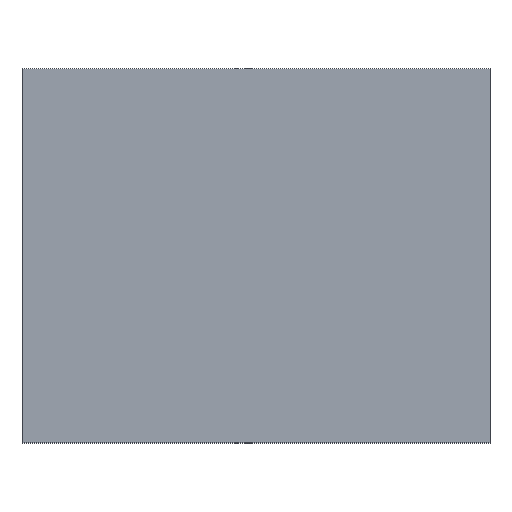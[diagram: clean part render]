
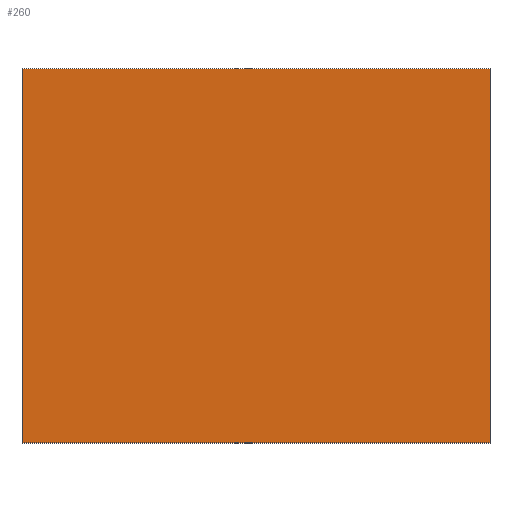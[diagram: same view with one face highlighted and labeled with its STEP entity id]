
A CAD part, top view. The second image highlights one B-rep face of the part: STEP entity #260.
In plain terms, the highlighted planar face has unit normal (-0.05, 0, 0.999).
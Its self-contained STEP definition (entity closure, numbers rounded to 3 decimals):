
#33=FACE_OUTER_BOUND('',#50,.T.);
#50=EDGE_LOOP('',(#227,#228,#229,#230));
#71=LINE('',#404,#102);
#75=LINE('',#412,#106);
#81=LINE('',#423,#112);
#82=LINE('',#425,#113);
#102=VECTOR('',#335,10.);
#106=VECTOR('',#341,10.);
#112=VECTOR('',#351,10.);
#113=VECTOR('',#354,10.);
#128=VERTEX_POINT('',#402);
#129=VERTEX_POINT('',#403);
#132=VERTEX_POINT('',#411);
#135=VERTEX_POINT('',#421);
#157=EDGE_CURVE('',#128,#129,#71,.T.);
#161=EDGE_CURVE('',#129,#132,#75,.T.);
#167=EDGE_CURVE('',#128,#135,#81,.T.);
#168=EDGE_CURVE('',#132,#135,#82,.T.);
#227=ORIENTED_EDGE('',*,*,#167,.T.);
#228=ORIENTED_EDGE('',*,*,#168,.F.);
#229=ORIENTED_EDGE('',*,*,#161,.F.);
#230=ORIENTED_EDGE('',*,*,#157,.F.);
#246=PLANE('',#290);
#260=ADVANCED_FACE('',(#33),#246,.T.);
#290=AXIS2_PLACEMENT_3D('',#424,#352,#353);
#335=DIRECTION('',(-0.999,0.,-0.05));
#341=DIRECTION('',(0.,1.,0.));
#351=DIRECTION('',(0.,1.,0.));
#352=DIRECTION('center_axis',(-0.05,0.,
0.999));
#353=DIRECTION('ref_axis',(0.999,0.,0.05));
#354=DIRECTION('',(0.999,0.,0.05));
#402=CARTESIAN_POINT('',(307.258,160.732,25.4));
#403=CARTESIAN_POINT('',(297.258,160.732,24.9));
#404=CARTESIAN_POINT('',(297.258,160.732,24.9));
#411=CARTESIAN_POINT('',(297.258,168.732,24.9));
#412=CARTESIAN_POINT('',(297.258,164.732,24.9));
#421=CARTESIAN_POINT('',(307.258,168.732,25.4));
#423=CARTESIAN_POINT('',(307.258,164.732,25.4));
#424=CARTESIAN_POINT('Origin',(297.258,164.732,24.9));
#425=CARTESIAN_POINT('',(297.258,168.732,24.9));
